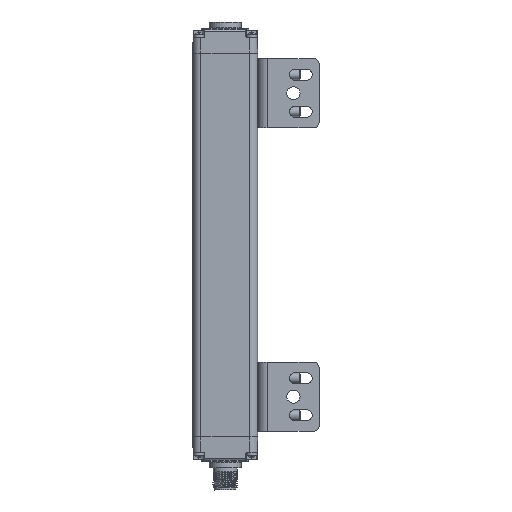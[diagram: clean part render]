
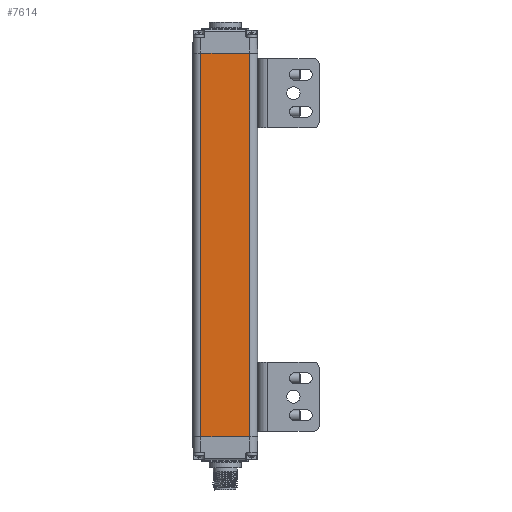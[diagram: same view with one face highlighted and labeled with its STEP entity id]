
A CAD part, front view. The second image highlights one B-rep face of the part: STEP entity #7614.
In plain terms, the highlighted planar face has unit normal (0, -1, 0).
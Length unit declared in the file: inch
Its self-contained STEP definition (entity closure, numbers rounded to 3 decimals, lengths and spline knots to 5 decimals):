
#948 = CARTESIAN_POINT ( 'NONE',  ( 0.47835, -0.49213, 20.39173 ) ) ;
#3573 = LINE ( 'NONE', #69669, #43283 ) ;
#7614 = ADVANCED_FACE ( 'NONE', ( #91285 ), #41032, .T. ) ;
#12909 = CARTESIAN_POINT ( 'NONE',  ( 0.47835, -0.49213, 8.57559 ) ) ;
#14611 = LINE ( 'NONE', #76137, #84850 ) ;
#25656 = DIRECTION ( 'NONE',  ( -1., 0., 0. ) ) ;
#25846 = ORIENTED_EDGE ( 'NONE', *, *, #86599, .T. ) ;
#26442 = DIRECTION ( 'NONE',  ( 0., 0., -1. ) ) ;
#36090 = LINE ( 'NONE', #948, #39548 ) ;
#37796 = VERTEX_POINT ( 'NONE', #64660 ) ;
#39548 = VECTOR ( 'NONE', #51726, 39.37008 ) ;
#41032 = PLANE ( 'NONE',  #65767 ) ;
#41834 = ORIENTED_EDGE ( 'NONE', *, *, #48607, .T. ) ;
#43283 = VECTOR ( 'NONE', #25656, 39.37008 ) ;
#44169 = VERTEX_POINT ( 'NONE', #53363 ) ;
#46008 = CARTESIAN_POINT ( 'NONE',  ( -0.47835, -0.49213, 20.39173 ) ) ;
#48607 = EDGE_CURVE ( 'NONE', #37796, #76221, #14611, .T. ) ;
#48780 = EDGE_CURVE ( 'NONE', #76221, #85234, #36090, .T. ) ;
#50395 = EDGE_LOOP ( 'NONE', ( #54700, #25846, #41834, #79465 ) ) ;
#51726 = DIRECTION ( 'NONE',  ( 0., 0., 1. ) ) ;
#53363 = CARTESIAN_POINT ( 'NONE',  ( -0.47835, -0.49213, 8.57559 ) ) ;
#53691 = CARTESIAN_POINT ( 'NONE',  ( 0.47835, -0.49213, 1.04409 ) ) ;
#54700 = ORIENTED_EDGE ( 'NONE', *, *, #58108, .T. ) ;
#55597 = DIRECTION ( 'NONE',  ( 1., 0., 0. ) ) ;
#58108 = EDGE_CURVE ( 'NONE', #85234, #44169, #3573, .T. ) ;
#62274 = CARTESIAN_POINT ( 'NONE',  ( 0.6437, -0.49213, 20.39173 ) ) ;
#64660 = CARTESIAN_POINT ( 'NONE',  ( -0.47835, -0.49213, 1.04409 ) ) ;
#65767 = AXIS2_PLACEMENT_3D ( 'NONE', #62274, #69825, #26442 ) ;
#69669 = CARTESIAN_POINT ( 'NONE',  ( 0.6437, -0.49213, 8.57559 ) ) ;
#69825 = DIRECTION ( 'NONE',  ( 0., -1., 0. ) ) ;
#76137 = CARTESIAN_POINT ( 'NONE',  ( 0.6437, -0.49213, 1.04409 ) ) ;
#76221 = VERTEX_POINT ( 'NONE', #53691 ) ;
#79465 = ORIENTED_EDGE ( 'NONE', *, *, #48780, .T. ) ;
#84850 = VECTOR ( 'NONE', #55597, 39.37008 ) ;
#85022 = VECTOR ( 'NONE', #89646, 39.37008 ) ;
#85234 = VERTEX_POINT ( 'NONE', #12909 ) ;
#86599 = EDGE_CURVE ( 'NONE', #44169, #37796, #91777, .T. ) ;
#89646 = DIRECTION ( 'NONE',  ( 0., 0., -1. ) ) ;
#91285 = FACE_OUTER_BOUND ( 'NONE', #50395, .T. ) ;
#91777 = LINE ( 'NONE', #46008, #85022 ) ;
